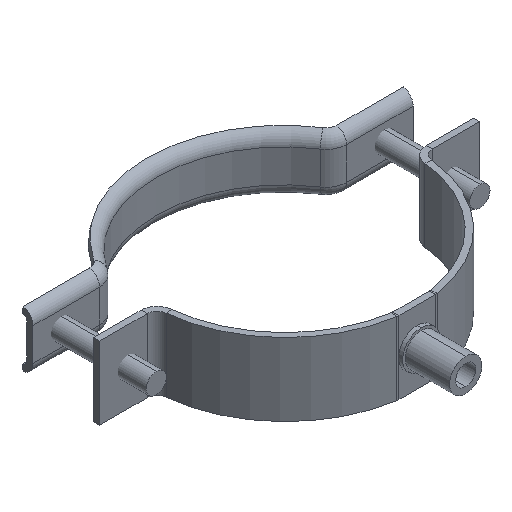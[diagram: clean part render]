
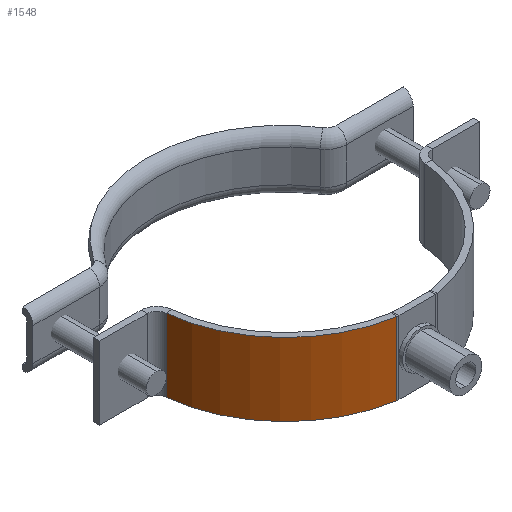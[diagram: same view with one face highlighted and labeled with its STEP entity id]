
A CAD part, isometric view. The second image highlights one B-rep face of the part: STEP entity #1548.
In plain terms, the highlighted cylindrical face has radius 33 mm (diameter 66 mm), a partial arc.
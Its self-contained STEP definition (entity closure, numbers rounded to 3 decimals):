
#128 = CARTESIAN_POINT ( 'NONE',  ( -5.038, -32.958, -9. ) ) ;
#149 = VECTOR ( 'NONE', #560, 1000. ) ;
#258 = VERTEX_POINT ( 'NONE', #3343 ) ;
#333 = DIRECTION ( 'NONE',  ( 1., 0., 0. ) ) ;
#402 = DIRECTION ( 'NONE',  ( 0., 0., -1. ) ) ;
#471 = FACE_OUTER_BOUND ( 'NONE', #1672, .T. ) ;
#560 = DIRECTION ( 'NONE',  ( 0., 0., -1. ) ) ;
#582 = ORIENTED_EDGE ( 'NONE', *, *, #1189, .F. ) ;
#637 = CARTESIAN_POINT ( 'NONE',  ( -5.038, -32.958, 9. ) ) ;
#762 = DIRECTION ( 'NONE',  ( 0., 0., 1. ) ) ;
#809 = LINE ( 'NONE', #2868, #149 ) ;
#820 = ORIENTED_EDGE ( 'NONE', *, *, #2974, .T. ) ;
#883 = CARTESIAN_POINT ( 'NONE',  ( 0.038, -0.351, -9. ) ) ;
#899 = CIRCLE ( 'NONE', #1841, 33. ) ;
#942 = CARTESIAN_POINT ( 'NONE',  ( -5.038, -32.958, 9. ) ) ;
#1025 = CARTESIAN_POINT ( 'NONE',  ( -32.787, -3.743, -9. ) ) ;
#1053 = CARTESIAN_POINT ( 'NONE',  ( 0.038, -0.351, -46.283 ) ) ;
#1143 = DIRECTION ( 'NONE',  ( 1., 0., 0. ) ) ;
#1157 = ORIENTED_EDGE ( 'NONE', *, *, #2798, .F. ) ;
#1189 = EDGE_CURVE ( 'NONE', #1518, #3241, #899, .T. ) ;
#1206 = DIRECTION ( 'NONE',  ( 0., 0., 1. ) ) ;
#1447 = CIRCLE ( 'NONE', #1967, 33. ) ;
#1514 = CARTESIAN_POINT ( 'NONE',  ( 0.038, -0.351, 9. ) ) ;
#1518 = VERTEX_POINT ( 'NONE', #128 ) ;
#1548 = ADVANCED_FACE ( 'NONE', ( #471 ), #1744, .T. ) ;
#1672 = EDGE_LOOP ( 'NONE', ( #582, #1157, #3183, #820 ) ) ;
#1744 = CYLINDRICAL_SURFACE ( 'NONE', #2002, 33. ) ;
#1841 = AXIS2_PLACEMENT_3D ( 'NONE', #883, #2697, #1143 ) ;
#1967 = AXIS2_PLACEMENT_3D ( 'NONE', #1514, #1206, #2043 ) ;
#1995 = VECTOR ( 'NONE', #402, 1000. ) ;
#2002 = AXIS2_PLACEMENT_3D ( 'NONE', #1053, #762, #333 ) ;
#2043 = DIRECTION ( 'NONE',  ( 1., 0., 0. ) ) ;
#2697 = DIRECTION ( 'NONE',  ( 0., 0., -1. ) ) ;
#2719 = EDGE_CURVE ( 'NONE', #258, #3330, #1447, .T. ) ;
#2748 = LINE ( 'NONE', #637, #1995 ) ;
#2798 = EDGE_CURVE ( 'NONE', #3330, #1518, #2748, .T. ) ;
#2868 = CARTESIAN_POINT ( 'NONE',  ( -32.787, -3.743, 9. ) ) ;
#2974 = EDGE_CURVE ( 'NONE', #258, #3241, #809, .T. ) ;
#3183 = ORIENTED_EDGE ( 'NONE', *, *, #2719, .F. ) ;
#3241 = VERTEX_POINT ( 'NONE', #1025 ) ;
#3330 = VERTEX_POINT ( 'NONE', #942 ) ;
#3343 = CARTESIAN_POINT ( 'NONE',  ( -32.787, -3.743, 9. ) ) ;
